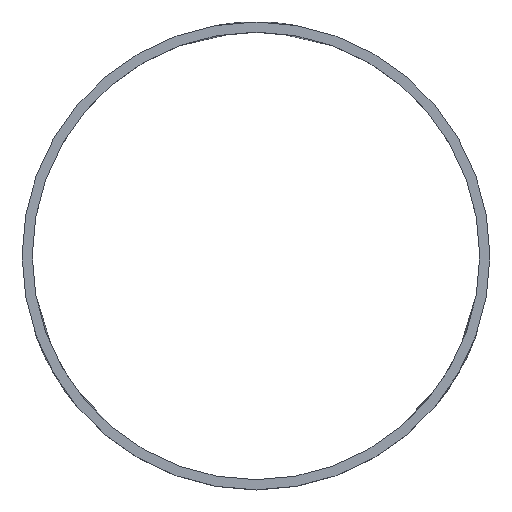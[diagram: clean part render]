
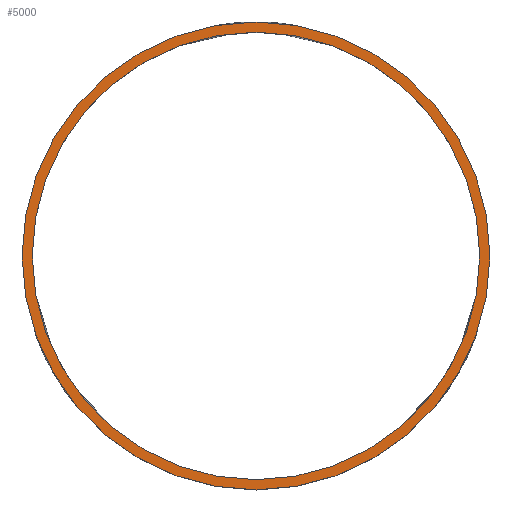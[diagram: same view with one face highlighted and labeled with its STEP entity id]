
A CAD part, top view. The second image highlights one B-rep face of the part: STEP entity #5000.
In plain terms, the highlighted planar face has unit normal (0, 0, 1).
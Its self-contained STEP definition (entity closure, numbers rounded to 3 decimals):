
#100=CARTESIAN_POINT('',(-230.,0.,650.));
#110=VERTEX_POINT('',#100);
#160=CARTESIAN_POINT('',(0.,0.,650.));
#170=DIRECTION('',(0.,-0.,1.));
#180=DIRECTION('',(1.,0.,0.));
#190=AXIS2_PLACEMENT_3D('',#160,#170,#180);
#200=CIRCLE('',#190,230.);
#210=CARTESIAN_POINT('',(230.,0.,650.));
#220=VERTEX_POINT('',#210);
#230=EDGE_CURVE('',#110,#220,#200,.T.);
#4750=CARTESIAN_POINT('',(0.,0.,650.));
#4760=DIRECTION('',(0.,0.,-1.));
#4770=DIRECTION('',(-1.,0.,0.));
#4780=AXIS2_PLACEMENT_3D('',#4750,#4760,#4770);
#4790=PLANE('',#4780);
#4800=ORIENTED_EDGE('',*,*,#230,.T.);
#4810=EDGE_CURVE('',#220,#110,#200,.T.);
#4820=ORIENTED_EDGE('',*,*,#4810,.T.);
#4830=EDGE_LOOP('',(#4820,#4800));
#4840=FACE_OUTER_BOUND('',#4830,.T.);
#4850=CARTESIAN_POINT('',(0.,0.,650.));
#4860=DIRECTION('',(0.,0.,-1.));
#4870=DIRECTION('',(1.,0.,0.));
#4880=AXIS2_PLACEMENT_3D('',#4850,#4860,#4870);
#4890=CIRCLE('',#4880,220.);
#4900=CARTESIAN_POINT('',(-220.,0.,650.));
#4910=VERTEX_POINT('',#4900);
#4920=CARTESIAN_POINT('',(220.,0.,650.));
#4930=VERTEX_POINT('',#4920);
#4940=EDGE_CURVE('',#4910,#4930,#4890,.T.);
#4950=ORIENTED_EDGE('',*,*,#4940,.T.);
#4960=EDGE_CURVE('',#4930,#4910,#4890,.T.);
#4970=ORIENTED_EDGE('',*,*,#4960,.T.);
#4980=EDGE_LOOP('',(#4970,#4950));
#4990=FACE_BOUND('',#4980,.T.);
#5000=ADVANCED_FACE('',(#4840,#4990),#4790,.F.);
